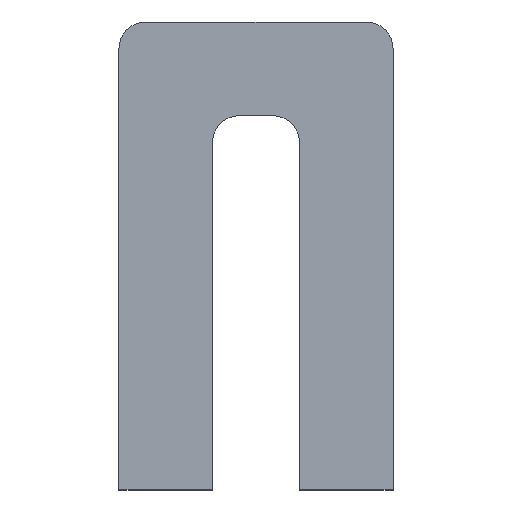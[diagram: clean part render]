
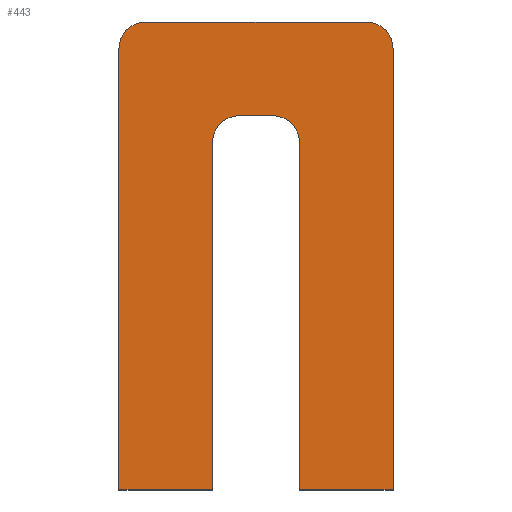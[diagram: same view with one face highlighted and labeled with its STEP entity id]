
A CAD part, front view. The second image highlights one B-rep face of the part: STEP entity #443.
In plain terms, the highlighted planar face has unit normal (0, -1, 0).
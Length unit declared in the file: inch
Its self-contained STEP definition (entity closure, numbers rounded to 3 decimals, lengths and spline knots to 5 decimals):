
#35=CARTESIAN_POINT('',(0.111,0.,0.21));
#36=VERTEX_POINT('',#35);
#43=CARTESIAN_POINT('',(0.123,0.,0.198));
#44=VERTEX_POINT('',#43);
#45=CARTESIAN_POINT('',(0.111,0.,0.198));
#46=DIRECTION('',(0.,-1.,0.));
#47=DIRECTION('',(1.,0.,0.));
#48=AXIS2_PLACEMENT_3D('',#45,#46,#47);
#49=CIRCLE('',#48,0.012);
#50=EDGE_CURVE('',#44,#36,#49,.T.);
#74=CARTESIAN_POINT('',(0.012,0.,0.21));
#75=VERTEX_POINT('',#74);
#82=CARTESIAN_POINT('',(0.111,0.,0.21));
#83=DIRECTION('',(-1.,0.,0.));
#84=VECTOR('',#83,1.);
#85=LINE('',#82,#84);
#86=EDGE_CURVE('',#36,#75,#85,.T.);
#106=CARTESIAN_POINT('',(0.,0.,0.198));
#107=VERTEX_POINT('',#106);
#114=CARTESIAN_POINT('',(0.012,0.,0.198));
#115=DIRECTION('',(0.,-1.,0.));
#116=DIRECTION('',(1.,0.,0.));
#117=AXIS2_PLACEMENT_3D('',#114,#115,#116);
#118=CIRCLE('',#117,0.012);
#119=EDGE_CURVE('',#75,#107,#118,.T.);
#138=CARTESIAN_POINT('',(0.,0.,0.));
#139=VERTEX_POINT('',#138);
#146=CARTESIAN_POINT('',(0.,0.,0.198));
#147=DIRECTION('',(0.,0.,-1.));
#148=VECTOR('',#147,1.);
#149=LINE('',#146,#148);
#150=EDGE_CURVE('',#107,#139,#149,.T.);
#169=CARTESIAN_POINT('',(0.042,0.,0.));
#170=VERTEX_POINT('',#169);
#177=CARTESIAN_POINT('',(0.,0.,0.));
#178=DIRECTION('',(1.,0.,0.));
#179=VECTOR('',#178,1.);
#180=LINE('',#177,#179);
#181=EDGE_CURVE('',#139,#170,#180,.T.);
#200=CARTESIAN_POINT('',(0.042,0.,0.156));
#201=VERTEX_POINT('',#200);
#208=CARTESIAN_POINT('',(0.042,0.,0.156));
#209=DIRECTION('',(0.,0.,-1.));
#210=VECTOR('',#209,1.);
#211=LINE('',#208,#210);
#212=EDGE_CURVE('',#201,#170,#211,.T.);
#232=CARTESIAN_POINT('',(0.054,0.,0.168));
#233=VERTEX_POINT('',#232);
#240=CARTESIAN_POINT('',(0.054,0.,0.156));
#241=DIRECTION('',(0.,-1.,0.));
#242=DIRECTION('',(1.,0.,0.));
#243=AXIS2_PLACEMENT_3D('',#240,#241,#242);
#244=CIRCLE('',#243,0.012);
#245=EDGE_CURVE('',#233,#201,#244,.T.);
#264=CARTESIAN_POINT('',(0.069,0.,0.168));
#265=VERTEX_POINT('',#264);
#272=CARTESIAN_POINT('',(0.069,0.,0.168));
#273=DIRECTION('',(-1.,0.,0.));
#274=VECTOR('',#273,1.);
#275=LINE('',#272,#274);
#276=EDGE_CURVE('',#265,#233,#275,.T.);
#296=CARTESIAN_POINT('',(0.081,0.,0.156));
#297=VERTEX_POINT('',#296);
#304=CARTESIAN_POINT('',(0.069,0.,0.156));
#305=DIRECTION('',(0.,-1.,0.));
#306=DIRECTION('',(1.,0.,0.));
#307=AXIS2_PLACEMENT_3D('',#304,#305,#306);
#308=CIRCLE('',#307,0.012);
#309=EDGE_CURVE('',#297,#265,#308,.T.);
#328=CARTESIAN_POINT('',(0.081,0.,0.));
#329=VERTEX_POINT('',#328);
#336=CARTESIAN_POINT('',(0.081,0.,0.));
#337=DIRECTION('',(0.,0.,1.));
#338=VECTOR('',#337,1.);
#339=LINE('',#336,#338);
#340=EDGE_CURVE('',#329,#297,#339,.T.);
#359=CARTESIAN_POINT('',(0.123,0.,0.));
#360=VERTEX_POINT('',#359);
#367=CARTESIAN_POINT('',(0.081,0.,0.));
#368=DIRECTION('',(1.,0.,0.));
#369=VECTOR('',#368,1.);
#370=LINE('',#367,#369);
#371=EDGE_CURVE('',#329,#360,#370,.T.);
#389=CARTESIAN_POINT('',(0.123,0.,0.));
#390=DIRECTION('',(0.,0.,1.));
#391=VECTOR('',#390,1.);
#392=LINE('',#389,#391);
#393=EDGE_CURVE('',#360,#44,#392,.T.);
#424=ORIENTED_EDGE('',*,*,#393,.T.);
#425=ORIENTED_EDGE('',*,*,#50,.T.);
#426=ORIENTED_EDGE('',*,*,#86,.T.);
#427=ORIENTED_EDGE('',*,*,#119,.T.);
#428=ORIENTED_EDGE('',*,*,#150,.T.);
#429=ORIENTED_EDGE('',*,*,#181,.T.);
#430=ORIENTED_EDGE('',*,*,#212,.F.);
#431=ORIENTED_EDGE('',*,*,#245,.F.);
#432=ORIENTED_EDGE('',*,*,#276,.F.);
#433=ORIENTED_EDGE('',*,*,#309,.F.);
#434=ORIENTED_EDGE('',*,*,#340,.F.);
#435=ORIENTED_EDGE('',*,*,#371,.T.);
#436=EDGE_LOOP('',(#424,#425,#426,#427,#428,#429,#430,#431,#432,#433,#434,#435));
#437=FACE_OUTER_BOUND('',#436,.T.);
#438=CARTESIAN_POINT('',(0.123,0.,0.06184));
#439=DIRECTION('',(0.,1.,0.));
#440=DIRECTION('',(-1.,0.,0.));
#441=AXIS2_PLACEMENT_3D('',#438,#439,#440);
#442=PLANE('',#441);
#443=ADVANCED_FACE('',(#437),#442,.F.);
